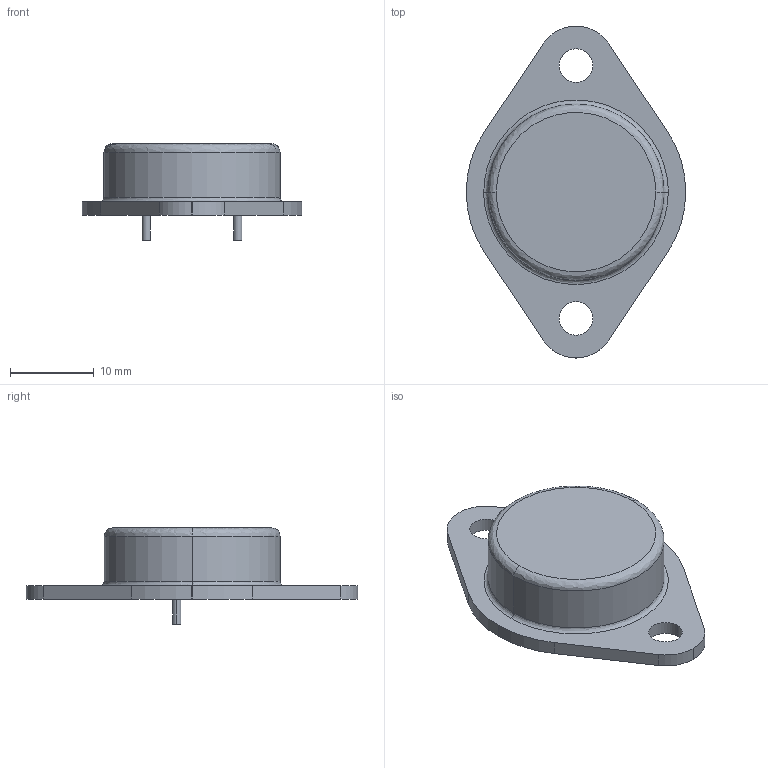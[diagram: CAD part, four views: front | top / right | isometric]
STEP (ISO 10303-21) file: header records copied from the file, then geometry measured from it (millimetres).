
FILE_DESCRIPTION (( 'STEP AP214' ), '1' );
FILE_NAME ('User Library-TO-3_Short.STEP', '2015-04-08T13:47:45', ( 'Windows User' ), ( '' ), 'SwSTEP 2.0', 'SolidWorks 2015', '' );
FILE_SCHEMA (( 'AUTOMOTIVE_DESIGN' ));
Length unit declared in the file: millimetre
Products named in the file (6): User Library-TO-3_Short_TO_3003; User Library-TO-3_Short_TO_3004; User Library-TO-3_Short_TO_3002; User Library-TO-3_Short_TO_3; User Library-TO-3_Short_TO_3001; User Library-TO-3_Short
Assembly tree (5 placements, depth 2):
  User Library-TO-3_Short
    User Library-TO-3_Short_TO_3001
    User Library-TO-3_Short_TO_3
    User Library-TO-3_Short_TO_3002
    User Library-TO-3_Short_TO_3004
    User Library-TO-3_Short_TO_3003
Bounding box: 26.18 x 39.59 x 11.5 mm (x, y, z)
Volume: 3453.6 mm3; surface area: 2045.3 mm2
Topology: 5 solids, 5 shells, 51 faces, 110 edges, 72 vertices
Faces by surface type: cylinder 26, plane 21, bspline 4
Entity records: 2445 total; most frequent: CARTESIAN_POINT 493, DIRECTION 272, ORIENTED_EDGE 220, AXIS2_PLACEMENT_3D 111, EDGE_CURVE 110, VERTEX_POINT 72, UNCERTAINTY_MEASURE_WITH_UNIT 67, SURFACE_STYLE_FILL_AREA 61
